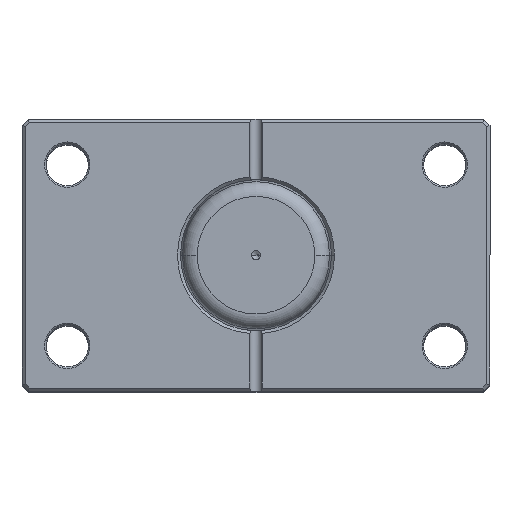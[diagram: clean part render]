
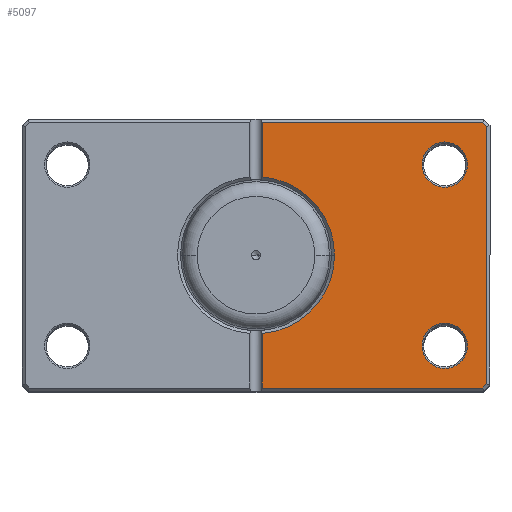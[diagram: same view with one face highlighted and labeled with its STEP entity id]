
A CAD part, top view. The second image highlights one B-rep face of the part: STEP entity #5097.
In plain terms, the highlighted face is planar.
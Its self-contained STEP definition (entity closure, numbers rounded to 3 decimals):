
#3 = CARTESIAN_POINT ( 'NONE',  ( -2., -25.923, 0. ) ) ;
#43 = ORIENTED_EDGE ( 'NONE', *, *, #3174, .T. ) ;
#144 = CARTESIAN_POINT ( 'NONE',  ( -62.5, -30., 0. ) ) ;
#145 = ORIENTED_EDGE ( 'NONE', *, *, #708, .T. ) ;
#171 = AXIS2_PLACEMENT_3D ( 'NONE', #2788, #6155, #3277 ) ;
#233 = CIRCLE ( 'NONE', #5389, 26. ) ;
#590 = CARTESIAN_POINT ( 'NONE',  ( 0., 0., 0. ) ) ;
#607 = CARTESIAN_POINT ( 'NONE',  ( -70., -30., 0. ) ) ;
#630 = LINE ( 'NONE', #5435, #1928 ) ;
#635 = EDGE_CURVE ( 'NONE', #2574, #3031, #3673, .T. ) ;
#649 = DIRECTION ( 'NONE',  ( 1., 0., 0. ) ) ;
#658 = CARTESIAN_POINT ( 'NONE',  ( -70., 30., 0. ) ) ;
#708 = EDGE_CURVE ( 'NONE', #3031, #3763, #5777, .T. ) ;
#783 = CARTESIAN_POINT ( 'NONE',  ( -75.086, -44., 0. ) ) ;
#814 = CARTESIAN_POINT ( 'NONE',  ( -76.5, 42.586, 0. ) ) ;
#870 = DIRECTION ( 'NONE',  ( 0.707, 0.707, 0. ) ) ;
#905 = CARTESIAN_POINT ( 'NONE',  ( -2., 25.923, 0. ) ) ;
#990 = AXIS2_PLACEMENT_3D ( 'NONE', #590, #1581, #4968 ) ;
#1027 = CARTESIAN_POINT ( 'NONE',  ( -2., 45., 0. ) ) ;
#1042 = CARTESIAN_POINT ( 'NONE',  ( -2., 44., 0. ) ) ;
#1082 = AXIS2_PLACEMENT_3D ( 'NONE', #144, #3566, #649 ) ;
#1107 = VECTOR ( 'NONE', #3483, 1000. ) ;
#1163 = CARTESIAN_POINT ( 'NONE',  ( -55., 30., 0. ) ) ;
#1307 = ORIENTED_EDGE ( 'NONE', *, *, #635, .T. ) ;
#1312 = VECTOR ( 'NONE', #1415, 1000. ) ;
#1317 = FACE_OUTER_BOUND ( 'NONE', #2297, .T. ) ;
#1324 = CARTESIAN_POINT ( 'NONE',  ( -62.5, 30., 0. ) ) ;
#1415 = DIRECTION ( 'NONE',  ( 1., 0., 0. ) ) ;
#1446 = VERTEX_POINT ( 'NONE', #2122 ) ;
#1463 = LINE ( 'NONE', #4307, #1312 ) ;
#1533 = VERTEX_POINT ( 'NONE', #658 ) ;
#1581 = DIRECTION ( 'NONE',  ( 0., 0., 1. ) ) ;
#1628 = CIRCLE ( 'NONE', #5899, 7.5 ) ;
#1714 = VERTEX_POINT ( 'NONE', #1163 ) ;
#1813 = DIRECTION ( 'NONE',  ( 1., 0., 0. ) ) ;
#1928 = VECTOR ( 'NONE', #2052, 1000. ) ;
#1943 = VECTOR ( 'NONE', #5063, 1000. ) ;
#2052 = DIRECTION ( 'NONE',  ( 0., -1., 0. ) ) ;
#2122 = CARTESIAN_POINT ( 'NONE',  ( -26., 0., 0. ) ) ;
#2169 = AXIS2_PLACEMENT_3D ( 'NONE', #1324, #4715, #1813 ) ;
#2201 = CARTESIAN_POINT ( 'NONE',  ( 0., 0., 0. ) ) ;
#2219 = ORIENTED_EDGE ( 'NONE', *, *, #2792, .T. ) ;
#2248 = LINE ( 'NONE', #6105, #3394 ) ;
#2256 = AXIS2_PLACEMENT_3D ( 'NONE', #2201, #5560, #2701 ) ;
#2297 = EDGE_LOOP ( 'NONE', ( #4533, #2946, #5628, #6182, #1307, #145, #5142, #3779, #43 ) ) ;
#2546 = PLANE ( 'NONE',  #990 ) ;
#2563 = EDGE_CURVE ( 'NONE', #1446, #3274, #233, .T. ) ;
#2574 = VERTEX_POINT ( 'NONE', #2740 ) ;
#2701 = DIRECTION ( 'NONE',  ( 1., 0., 0. ) ) ;
#2740 = CARTESIAN_POINT ( 'NONE',  ( -2., -44., 0. ) ) ;
#2747 = DIRECTION ( 'NONE',  ( 1., 0., 0. ) ) ;
#2754 = CIRCLE ( 'NONE', #171, 7.5 ) ;
#2788 = CARTESIAN_POINT ( 'NONE',  ( -62.5, 30., 0. ) ) ;
#2792 = EDGE_CURVE ( 'NONE', #3783, #4282, #1628, .T. ) ;
#2795 = DIRECTION ( 'NONE',  ( 0., 0., 1. ) ) ;
#2817 = CARTESIAN_POINT ( 'NONE',  ( 0., 0., 0. ) ) ;
#2841 = VERTEX_POINT ( 'NONE', #4206 ) ;
#2917 = CIRCLE ( 'NONE', #1082, 7.5 ) ;
#2933 = EDGE_LOOP ( 'NONE', ( #2219, #4843 ) ) ;
#2946 = ORIENTED_EDGE ( 'NONE', *, *, #3956, .T. ) ;
#3001 = CARTESIAN_POINT ( 'NONE',  ( -62.5, -30., 0. ) ) ;
#3031 = VERTEX_POINT ( 'NONE', #783 ) ;
#3098 = EDGE_CURVE ( 'NONE', #3592, #2841, #4344, .T. ) ;
#3174 = EDGE_CURVE ( 'NONE', #2841, #4566, #1463, .T. ) ;
#3274 = VERTEX_POINT ( 'NONE', #3 ) ;
#3277 = DIRECTION ( 'NONE',  ( 1., 0., 0. ) ) ;
#3283 = EDGE_CURVE ( 'NONE', #4566, #4914, #4994, .T. ) ;
#3308 = CARTESIAN_POINT ( 'NONE',  ( -59.543, 59.543, 0. ) ) ;
#3394 = VECTOR ( 'NONE', #3701, 1000. ) ;
#3402 = ORIENTED_EDGE ( 'NONE', *, *, #3574, .T. ) ;
#3459 = CARTESIAN_POINT ( 'NONE',  ( 0., -44., 0. ) ) ;
#3483 = DIRECTION ( 'NONE',  ( -1., 0., 0. ) ) ;
#3566 = DIRECTION ( 'NONE',  ( 0., 0., 1. ) ) ;
#3574 = EDGE_CURVE ( 'NONE', #1533, #1714, #4760, .T. ) ;
#3592 = VERTEX_POINT ( 'NONE', #814 ) ;
#3597 = FACE_BOUND ( 'NONE', #2933, .T. ) ;
#3673 = LINE ( 'NONE', #3459, #1107 ) ;
#3701 = DIRECTION ( 'NONE',  ( 0., 1., 0. ) ) ;
#3763 = VERTEX_POINT ( 'NONE', #5437 ) ;
#3779 = ORIENTED_EDGE ( 'NONE', *, *, #3098, .T. ) ;
#3783 = VERTEX_POINT ( 'NONE', #607 ) ;
#3956 = EDGE_CURVE ( 'NONE', #4914, #1446, #4375, .T. ) ;
#4168 = CARTESIAN_POINT ( 'NONE',  ( -55., -30., 0. ) ) ;
#4206 = CARTESIAN_POINT ( 'NONE',  ( -75.086, 44., 0. ) ) ;
#4268 = DIRECTION ( 'NONE',  ( 0., 0., 1. ) ) ;
#4282 = VERTEX_POINT ( 'NONE', #4168 ) ;
#4283 = EDGE_CURVE ( 'NONE', #3763, #3592, #2248, .T. ) ;
#4307 = CARTESIAN_POINT ( 'NONE',  ( 0., 44., 0. ) ) ;
#4344 = LINE ( 'NONE', #3308, #5468 ) ;
#4375 = CIRCLE ( 'NONE', #2256, 26. ) ;
#4533 = ORIENTED_EDGE ( 'NONE', *, *, #3283, .T. ) ;
#4566 = VERTEX_POINT ( 'NONE', #1042 ) ;
#4715 = DIRECTION ( 'NONE',  ( 0., 0., 1. ) ) ;
#4760 = CIRCLE ( 'NONE', #2169, 7.5 ) ;
#4843 = ORIENTED_EDGE ( 'NONE', *, *, #5681, .T. ) ;
#4889 = DIRECTION ( 'NONE',  ( 1., 0., 0. ) ) ;
#4914 = VERTEX_POINT ( 'NONE', #905 ) ;
#4918 = DIRECTION ( 'NONE',  ( 0., -1., 0. ) ) ;
#4968 = DIRECTION ( 'NONE',  ( 1., 0., 0. ) ) ;
#4994 = LINE ( 'NONE', #1027, #6091 ) ;
#5063 = DIRECTION ( 'NONE',  ( -0.707, 0.707, 0. ) ) ;
#5097 = ADVANCED_FACE ( 'NONE', ( #3597, #6149, #1317 ), #2546, .F. ) ;
#5142 = ORIENTED_EDGE ( 'NONE', *, *, #4283, .T. ) ;
#5203 = CARTESIAN_POINT ( 'NONE',  ( -59.543, -59.543, 0. ) ) ;
#5389 = AXIS2_PLACEMENT_3D ( 'NONE', #2817, #2795, #2747 ) ;
#5435 = CARTESIAN_POINT ( 'NONE',  ( -2., 45., 0. ) ) ;
#5437 = CARTESIAN_POINT ( 'NONE',  ( -76.5, -42.586, 0. ) ) ;
#5468 = VECTOR ( 'NONE', #870, 1000. ) ;
#5502 = EDGE_LOOP ( 'NONE', ( #3402, #5953 ) ) ;
#5560 = DIRECTION ( 'NONE',  ( 0., 0., 1. ) ) ;
#5628 = ORIENTED_EDGE ( 'NONE', *, *, #2563, .T. ) ;
#5635 = EDGE_CURVE ( 'NONE', #3274, #2574, #630, .T. ) ;
#5681 = EDGE_CURVE ( 'NONE', #4282, #3783, #2917, .T. ) ;
#5777 = LINE ( 'NONE', #5203, #1943 ) ;
#5899 = AXIS2_PLACEMENT_3D ( 'NONE', #3001, #4268, #4889 ) ;
#5953 = ORIENTED_EDGE ( 'NONE', *, *, #6229, .T. ) ;
#6091 = VECTOR ( 'NONE', #4918, 1000. ) ;
#6105 = CARTESIAN_POINT ( 'NONE',  ( -76.5, 0., 0. ) ) ;
#6149 = FACE_BOUND ( 'NONE', #5502, .T. ) ;
#6155 = DIRECTION ( 'NONE',  ( 0., 0., 1. ) ) ;
#6182 = ORIENTED_EDGE ( 'NONE', *, *, #5635, .T. ) ;
#6229 = EDGE_CURVE ( 'NONE', #1714, #1533, #2754, .T. ) ;
